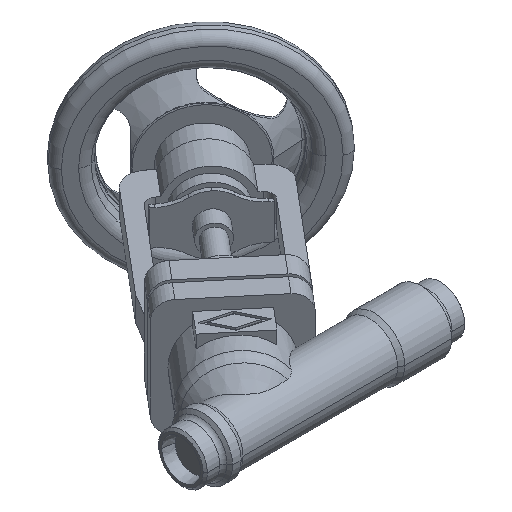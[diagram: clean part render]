
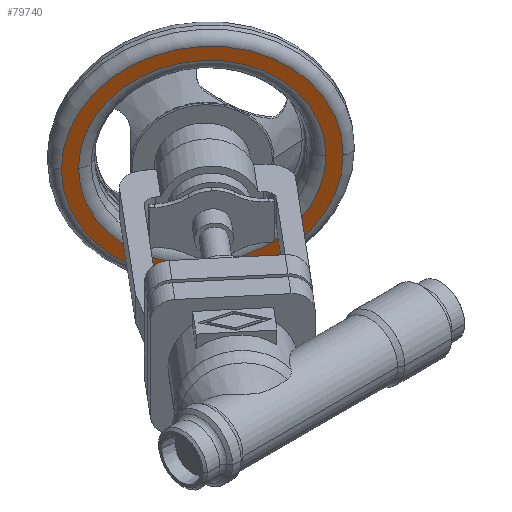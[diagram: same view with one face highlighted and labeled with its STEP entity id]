
A CAD part, isometric view. The second image highlights one B-rep face of the part: STEP entity #79740.
In plain terms, the highlighted planar face has unit normal (-0.643, -0.766, 0).
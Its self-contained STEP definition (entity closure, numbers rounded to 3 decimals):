
#79180=CARTESIAN_POINT('',(198.285,105.141,0.));
#79190=VERTEX_POINT('',#79180);
#79220=CARTESIAN_POINT('',(154.237,142.101,0.));
#79230=DIRECTION('',(0.643,0.766,0.));
#79240=DIRECTION('',(0.766,-0.643,
0.));
#79250=AXIS2_PLACEMENT_3D('',#79220,#79230,#79240);
#79260=CIRCLE('',#79250,57.5);
#79270=CARTESIAN_POINT('',(110.19,179.062,0.));
#79280=VERTEX_POINT('',#79270);
#79290=EDGE_CURVE('',#79280,#79190,#79260,.T.);
#79490=CARTESIAN_POINT('',(195.604,107.391,
0.));
#79500=DIRECTION('',(-0.643,-0.766,0.));
#79510=DIRECTION('',(-0.766,0.643,
0.));
#79520=AXIS2_PLACEMENT_3D('',#79490,#79500,#79510);
#79530=PLANE('',#79520);
#79540=EDGE_CURVE('',#79190,#79280,#79260,.T.);
#79550=ORIENTED_EDGE('',*,*,#79540,.F.);
#79560=ORIENTED_EDGE('',*,*,#79290,.F.);
#79570=EDGE_LOOP('',(#79560,#79550));
#79580=FACE_OUTER_BOUND('',#79570,.T.);
#79590=CARTESIAN_POINT('',(154.237,142.101,0.));
#79600=DIRECTION('',(0.643,0.766,0.));
#79610=DIRECTION('',(0.766,-0.643,
0.));
#79620=AXIS2_PLACEMENT_3D('',#79590,#79600,#79610);
#79630=CIRCLE('',#79620,50.5);
#79640=CARTESIAN_POINT('',(192.922,109.64,0.));
#79650=VERTEX_POINT('',#79640);
#79660=CARTESIAN_POINT('',(115.552,174.562,0.));
#79670=VERTEX_POINT('',#79660);
#79680=EDGE_CURVE('',#79650,#79670,#79630,.T.);
#79690=ORIENTED_EDGE('',*,*,#79680,.T.);
#79700=EDGE_CURVE('',#79670,#79650,#79630,.T.);
#79710=ORIENTED_EDGE('',*,*,#79700,.T.);
#79720=EDGE_LOOP('',(#79710,#79690));
#79730=FACE_BOUND('',#79720,.T.);
#79740=ADVANCED_FACE('',(#79580,#79730),#79530,.T.);
